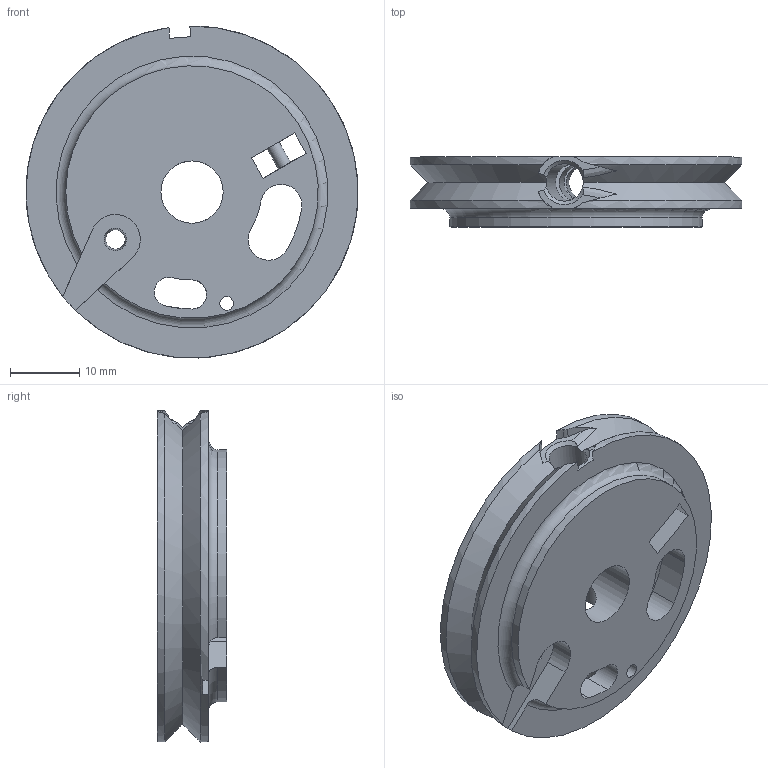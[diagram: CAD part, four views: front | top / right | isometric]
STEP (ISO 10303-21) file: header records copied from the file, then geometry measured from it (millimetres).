
FILE_DESCRIPTION(/* description */ ('STEP AP242 Edition 2','CAx-IF Rec.Pracs.---Representation and Presentation of Product Manufacturing Information (PMI)---4.0---2014-10-13','CAx-IF Rec.Pracs.---3D Tessellated Geometry---0.4---2014-09-14','2;1','CAx-IF Rec.Pracs.---User Defined Attributes---1.5---2016-08-15'),/* implementation_level */ '2;1');
FILE_NAME(/* name */ '692420684920180c87106e83',/* time_stamp */ '2025-11-24T09:07:52Z',/* author */ (''),/* organization */ (''),/* preprocessor_version */ 'ST-DEVELOPER v20',/* originating_system */ 'ONSHAPE BY PTC INC, 1.207',/* authorisation */ ' ');
FILE_SCHEMA (('AP242_MANAGED_MODEL_BASED_3D_ENGINEERING_MIM_LF { 1 0 10303 442 3 1 4 }'));
Length unit declared in the file: metre
Products named in the file (1): rel_half_pulley_Floating Pulley
Bounding box: 47.97 x 10.1 x 47.98 mm (x, y, z)
Volume: 10450.1 mm3; surface area: 6459.9 mm2
Topology: 1 solids, 1 shells, 64 faces, 203 edges, 133 vertices
Faces by surface type: cylinder 28, plane 25, cone 7, bspline 3, torus 1
Full cylindrical faces by diameter (mm): 2 x1, 2.8 x1, 5.4 x2, 9 x1
Entity records: 2382 total; most frequent: CARTESIAN_POINT 609, ORIENTED_EDGE 382, DIRECTION 347, EDGE_CURVE 191, AXIS2_PLACEMENT_3D 133, VERTEX_POINT 129, EDGE_LOOP 84, FACE_BOUND 84
